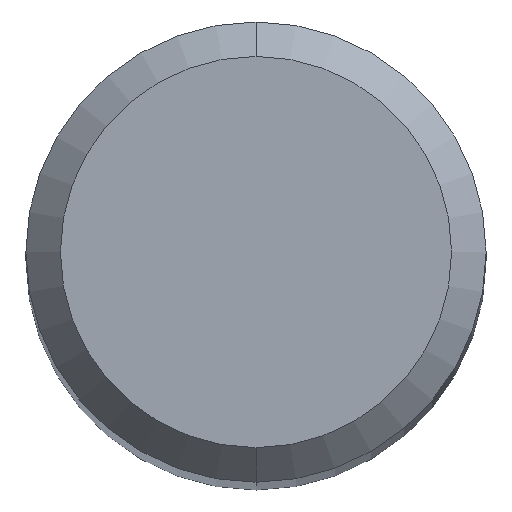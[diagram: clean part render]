
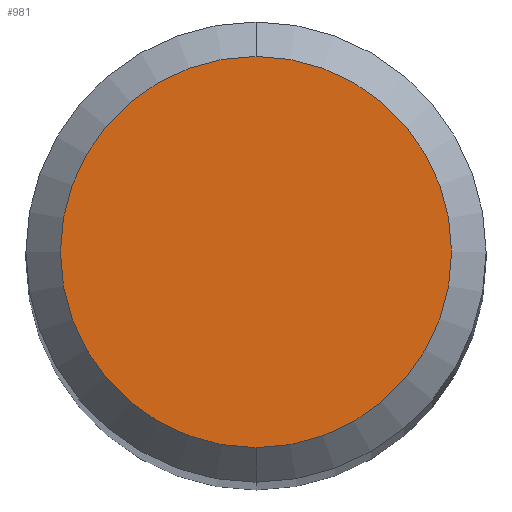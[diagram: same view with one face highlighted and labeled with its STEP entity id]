
A CAD part, top view. The second image highlights one B-rep face of the part: STEP entity #981.
In plain terms, the highlighted planar face has unit normal (0, 0, 1).
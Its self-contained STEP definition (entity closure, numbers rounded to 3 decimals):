
#621=EDGE_CURVE('',#811,#943,#1469,.T.);
#683=EDGE_CURVE('',#943,#811,#1538,.T.);
#811=VERTEX_POINT('',#1675);
#943=VERTEX_POINT('',#1814);
#981=ADVANCED_FACE('',(#1854),#1855,.T.);
#1469=CIRCLE('',#3104,1.7);
#1538=CIRCLE('',#3525,1.7);
#1675=CARTESIAN_POINT('',(0.,-1.7,0.0));
#1814=CARTESIAN_POINT('',(0.0,1.7,0.0));
#1854=FACE_OUTER_BOUND('',#4648,.T.);
#1855=PLANE('',#4649);
#3104=AXIS2_PLACEMENT_3D('',#6242,#6243,#6244);
#3525=AXIS2_PLACEMENT_3D('',#6343,#6344,#6345);
#4648=EDGE_LOOP('',(#6601,#6602));
#4649=AXIS2_PLACEMENT_3D('',#6603,#6604,#6605);
#6242=CARTESIAN_POINT('',(0.0,0.0,0.0));
#6243=DIRECTION('',(0.0,0.0,-1.0));
#6244=DIRECTION('',(0.0,1.0,0.0));
#6343=CARTESIAN_POINT('',(0.0,0.0,0.0));
#6344=DIRECTION('',(0.0,0.0,-1.0));
#6345=DIRECTION('',(0.0,1.0,0.0));
#6601=ORIENTED_EDGE('',*,*,#683,.F.);
#6602=ORIENTED_EDGE('',*,*,#621,.F.);
#6603=CARTESIAN_POINT('',(0.0,0.85,0.0));
#6604=DIRECTION('',(-0.0,0.0,1.0));
#6605=DIRECTION('',(0.0,-1.0,0.0));
